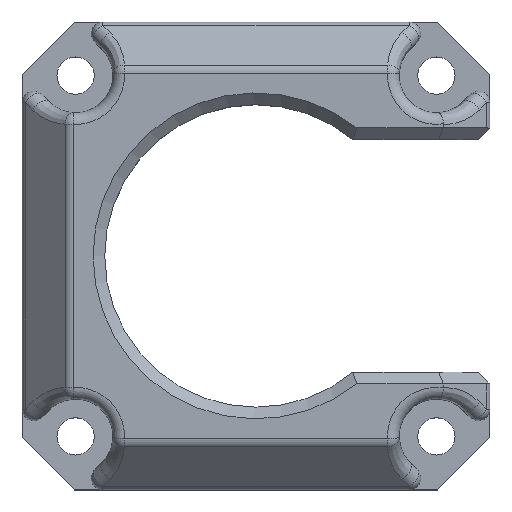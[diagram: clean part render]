
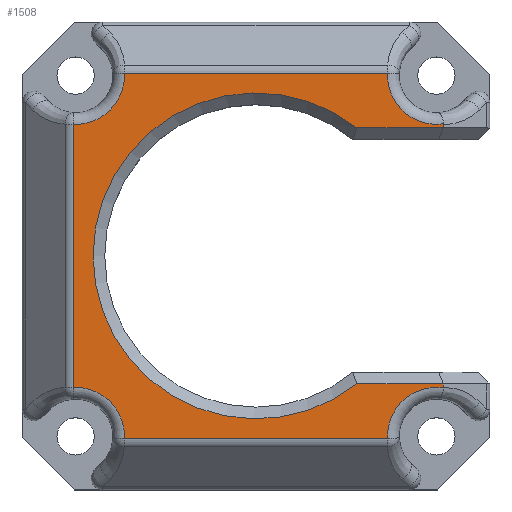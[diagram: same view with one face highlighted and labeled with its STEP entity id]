
A CAD part, top view. The second image highlights one B-rep face of the part: STEP entity #1508.
In plain terms, the highlighted planar face has unit normal (0, 0, 1).
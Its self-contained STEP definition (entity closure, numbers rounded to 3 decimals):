
#32=ELLIPSE('',#1660,0.627,0.553);
#33=ELLIPSE('',#1662,0.627,0.553);
#43=PLANE('',#1658);
#129=LINE('',#2501,#250);
#130=LINE('',#2507,#251);
#131=LINE('',#2509,#252);
#132=LINE('',#2513,#253);
#133=LINE('',#2515,#254);
#134=LINE('',#2519,#255);
#135=LINE('',#2520,#256);
#250=VECTOR('',#1934,1000.);
#251=VECTOR('',#1939,1000.);
#252=VECTOR('',#1940,1000.);
#253=VECTOR('',#1943,1000.);
#254=VECTOR('',#1944,1000.);
#255=VECTOR('',#1949,1000.);
#256=VECTOR('',#1950,1000.);
#395=FACE_OUTER_BOUND('',#491,.T.);
#491=EDGE_LOOP('',(#1104,#1105,#1106,#1107,#1108,#1109,#1110,#1111,#1112,
#1113,#1114,#1115,#1116,#1117));
#591=CIRCLE('',#1621,4.2);
#595=CIRCLE('',#1626,4.2);
#613=CIRCLE('',#1659,4.2);
#614=CIRCLE('',#1661,14.);
#615=CIRCLE('',#1663,4.2);
#656=VERTEX_POINT('',#2249);
#659=VERTEX_POINT('',#2256);
#672=VERTEX_POINT('',#2288);
#673=VERTEX_POINT('',#2289);
#676=VERTEX_POINT('',#2297);
#677=VERTEX_POINT('',#2298);
#724=VERTEX_POINT('',#2502);
#725=VERTEX_POINT('',#2504);
#726=VERTEX_POINT('',#2506);
#727=VERTEX_POINT('',#2508);
#728=VERTEX_POINT('',#2510);
#729=VERTEX_POINT('',#2512);
#730=VERTEX_POINT('',#2514);
#731=VERTEX_POINT('',#2516);
#806=EDGE_CURVE('',#672,#673,#591,.T.);
#810=EDGE_CURVE('',#676,#677,#595,.T.);
#867=EDGE_CURVE('',#677,#659,#129,.T.);
#868=EDGE_CURVE('',#659,#724,#613,.T.);
#869=EDGE_CURVE('',#724,#725,#32,.T.);
#870=EDGE_CURVE('',#725,#726,#130,.T.);
#871=EDGE_CURVE('',#726,#727,#131,.T.);
#872=EDGE_CURVE('',#727,#728,#614,.T.);
#873=EDGE_CURVE('',#728,#729,#132,.T.);
#874=EDGE_CURVE('',#729,#730,#133,.T.);
#875=EDGE_CURVE('',#730,#731,#33,.T.);
#876=EDGE_CURVE('',#731,#656,#615,.T.);
#877=EDGE_CURVE('',#656,#672,#134,.T.);
#878=EDGE_CURVE('',#673,#676,#135,.T.);
#1104=ORIENTED_EDGE('',*,*,#810,.T.);
#1105=ORIENTED_EDGE('',*,*,#867,.T.);
#1106=ORIENTED_EDGE('',*,*,#868,.T.);
#1107=ORIENTED_EDGE('',*,*,#869,.T.);
#1108=ORIENTED_EDGE('',*,*,#870,.T.);
#1109=ORIENTED_EDGE('',*,*,#871,.T.);
#1110=ORIENTED_EDGE('',*,*,#872,.T.);
#1111=ORIENTED_EDGE('',*,*,#873,.T.);
#1112=ORIENTED_EDGE('',*,*,#874,.T.);
#1113=ORIENTED_EDGE('',*,*,#875,.T.);
#1114=ORIENTED_EDGE('',*,*,#876,.T.);
#1115=ORIENTED_EDGE('',*,*,#877,.T.);
#1116=ORIENTED_EDGE('',*,*,#806,.T.);
#1117=ORIENTED_EDGE('',*,*,#878,.T.);
#1508=ADVANCED_FACE('',(#395),#43,.T.);
#1621=AXIS2_PLACEMENT_3D('',#2290,#1823,#1824);
#1626=AXIS2_PLACEMENT_3D('',#2299,#1833,#1834);
#1658=AXIS2_PLACEMENT_3D('',#2500,#1932,#1933);
#1659=AXIS2_PLACEMENT_3D('',#2503,#1935,#1936);
#1660=AXIS2_PLACEMENT_3D('',#2505,#1937,#1938);
#1661=AXIS2_PLACEMENT_3D('',#2511,#1941,#1942);
#1662=AXIS2_PLACEMENT_3D('',#2517,#1945,#1946);
#1663=AXIS2_PLACEMENT_3D('',#2518,#1947,#1948);
#1823=DIRECTION('center_axis',(0.,0.,-1.));
#1824=DIRECTION('ref_axis',(1.,0.,0.));
#1833=DIRECTION('center_axis',(0.,0.,-1.));
#1834=DIRECTION('ref_axis',(1.,0.,0.));
#1932=DIRECTION('center_axis',(0.,0.,1.));
#1933=DIRECTION('ref_axis',(1.,0.,0.));
#1934=DIRECTION('',(1.,0.,0.));
#1935=DIRECTION('center_axis',(0.,0.,-1.));
#1936=DIRECTION('ref_axis',(1.,0.,0.));
#1937=DIRECTION('center_axis',(0.,0.,
1.));
#1938=DIRECTION('ref_axis',(-0.127,-0.992,0.));
#1939=DIRECTION('',(0.,1.,0.));
#1940=DIRECTION('',(-1.,0.,0.));
#1941=DIRECTION('center_axis',(0.,0.,-1.));
#1942=DIRECTION('ref_axis',(1.,0.,0.));
#1943=DIRECTION('',(1.,0.,0.));
#1944=DIRECTION('',(0.,1.,0.));
#1945=DIRECTION('center_axis',(0.,0.,
1.));
#1946=DIRECTION('ref_axis',(0.127,-0.992,0.));
#1947=DIRECTION('center_axis',(0.,0.,-1.));
#1948=DIRECTION('ref_axis',(1.,0.,0.));
#1949=DIRECTION('',(-1.,0.,0.));
#1950=DIRECTION('',(0.,-1.,0.));
#2249=CARTESIAN_POINT('',(11.304,15.686,10.));
#2256=CARTESIAN_POINT('',(11.304,-15.686,10.));
#2288=CARTESIAN_POINT('',(-11.304,15.686,10.));
#2289=CARTESIAN_POINT('',(-15.686,11.304,10.));
#2290=CARTESIAN_POINT('Origin',(-15.5,15.5,10.));
#2297=CARTESIAN_POINT('',(-15.686,-11.304,10.));
#2298=CARTESIAN_POINT('',(-11.304,-15.686,10.));
#2299=CARTESIAN_POINT('Origin',(-15.5,-15.5,10.));
#2500=CARTESIAN_POINT('Origin',(0.,0.,10.));
#2501=CARTESIAN_POINT('',(0.,-15.686,10.));
#2502=CARTESIAN_POINT('',(16.099,-11.343,10.));
#2503=CARTESIAN_POINT('Origin',(15.5,-15.5,10.));
#2504=CARTESIAN_POINT('',(16.1,-11.301,10.));
#2505=CARTESIAN_POINT('Origin',(15.546,-11.321,10.));
#2506=CARTESIAN_POINT('',(16.1,-11.,10.));
#2507=CARTESIAN_POINT('',(16.1,-10.,10.));
#2508=CARTESIAN_POINT('',(8.66,-11.,10.));
#2509=CARTESIAN_POINT('',(8.307,-11.,10.));
#2510=CARTESIAN_POINT('',(8.66,11.,10.));
#2511=CARTESIAN_POINT('Origin',(0.,0.,10.));
#2512=CARTESIAN_POINT('',(16.1,11.,10.));
#2513=CARTESIAN_POINT('',(16.1,11.,10.));
#2514=CARTESIAN_POINT('',(16.1,11.301,10.));
#2515=CARTESIAN_POINT('',(16.1,15.6,10.));
#2516=CARTESIAN_POINT('',(16.099,11.343,10.));
#2517=CARTESIAN_POINT('Origin',(15.546,11.321,10.));
#2518=CARTESIAN_POINT('Origin',(15.5,15.5,10.));
#2519=CARTESIAN_POINT('',(0.,15.686,10.));
#2520=CARTESIAN_POINT('',(-15.686,0.,10.));
